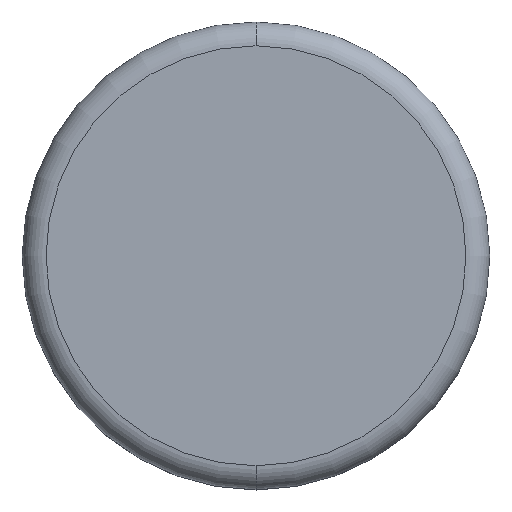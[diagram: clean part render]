
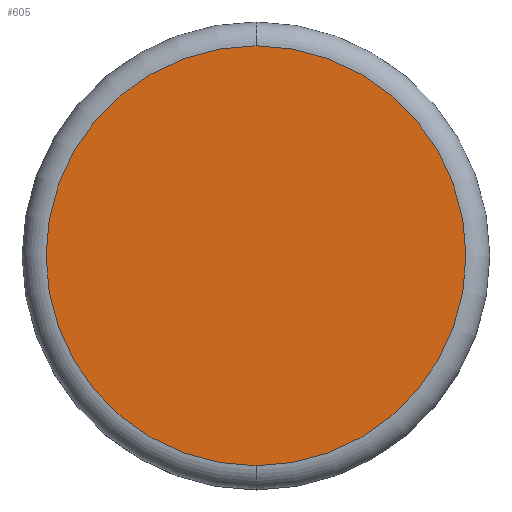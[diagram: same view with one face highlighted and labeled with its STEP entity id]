
A CAD part, top view. The second image highlights one B-rep face of the part: STEP entity #605.
In plain terms, the highlighted planar face has unit normal (0, 0, 1).
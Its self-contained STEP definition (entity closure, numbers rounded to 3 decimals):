
#339 = CARTESIAN_POINT ( 'NONE',  ( 0., 4.4, 5. ) ) ;
#340 = VERTEX_POINT ( 'NONE', #339 ) ;
#348 = CARTESIAN_POINT ( 'NONE',  ( 0., -4.4, 5. ) ) ;
#349 = VERTEX_POINT ( 'NONE', #348 ) ;
#350 = CARTESIAN_POINT ( 'NONE',  ( 0., 0., 5. ) ) ;
#351 = DIRECTION ( 'NONE',  ( 0., 0., 1. ) ) ;
#352 = DIRECTION ( 'NONE',  ( 0., -1., 0. ) ) ;
#353 = AXIS2_PLACEMENT_3D ( 'NONE', #350, #351, #352 ) ;
#354 = CIRCLE ( 'NONE', #353, 4.4) ;
#355 = EDGE_CURVE ( 'NONE', #349, #340, #354, .T. ) ;
#590 = ORIENTED_EDGE ( 'NONE', *, *, #355, .T. ) ;
#591 = CARTESIAN_POINT ( 'NONE',  ( 0., 0., 5. ) ) ;
#592 = DIRECTION ( 'NONE',  ( 0., 0., 1. ) ) ;
#593 = DIRECTION ( 'NONE',  ( 0., -1., 0. ) ) ;
#594 = AXIS2_PLACEMENT_3D ( 'NONE', #591, #592, #593 ) ;
#595 = CIRCLE ( 'NONE', #594, 4.4) ;
#596 = EDGE_CURVE ( 'NONE', #340, #349, #595, .T. ) ;
#597 = ORIENTED_EDGE ( 'NONE', *, *, #596, .T. ) ;
#598 = EDGE_LOOP ( 'NONE', ( #590, #597 ) ) ;
#599 = FACE_OUTER_BOUND ( 'NONE', #598, .T. ) ;
#600 = CARTESIAN_POINT ( 'NONE',  ( 0., 0., 5. ) ) ;
#601 = DIRECTION ( 'NONE',  ( 0., 0., 1. ) ) ;
#602 = DIRECTION ( 'NONE',  ( 0., -1., 0. ) ) ;
#603 = AXIS2_PLACEMENT_3D ( 'NONE', #600, #601, #602 ) ;
#604 = PLANE ( 'NONE', #603 ) ;
#605 = ADVANCED_FACE ( 'NONE', ( #599 ), #604, .T. ) ;
